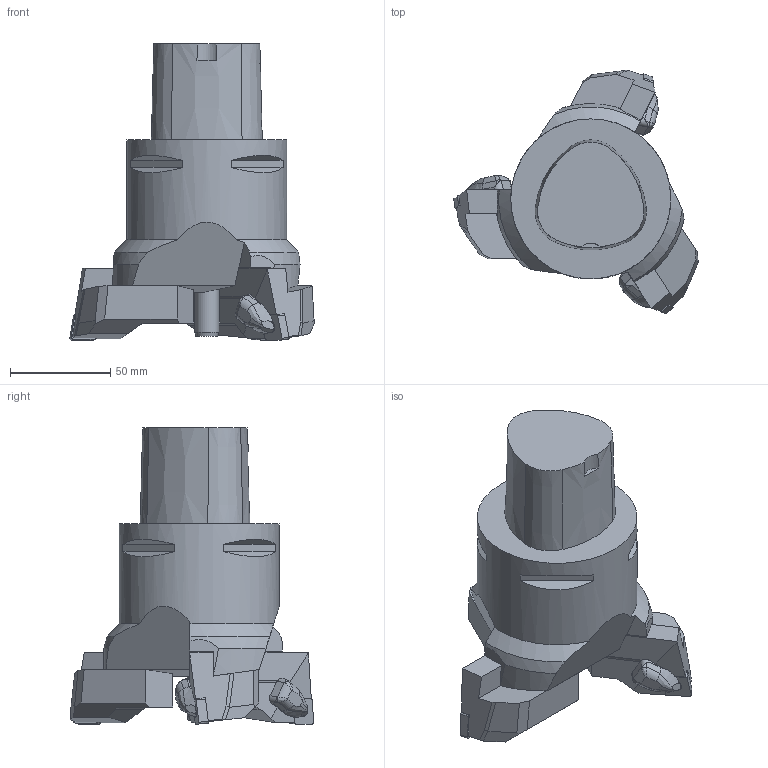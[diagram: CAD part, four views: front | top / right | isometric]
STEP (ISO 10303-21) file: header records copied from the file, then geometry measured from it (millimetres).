
FILE_DESCRIPTION(/* description */ (''),/* implementation_level */ '2;1');
FILE_NAME(/* name */ '1566380233138.stp',/* time_stamp */ '2019-08-21T11:37:19+02:00',/* author */ (''),/* organization */ ('SMS'),/* preprocessor_version */ 'ST-DEVELOPER v16.7',/* originating_system */ 'SIEMENS PLM Software NX 12.0',/* authorisation */ '');
FILE_SCHEMA (('AUTOMOTIVE_DESIGN { 1 0 10303 214 3 1 1 1 }'));
Length unit declared in the file: millimetre
Products named in the file (7): IsoTurningInsert; 202481052mod000_00; ASSEMBLY_CONSTRUCTION; 200956896mod000_01; 111173458mod000_01; 202506631mod000_00
Assembly tree (8 placements, depth 3):
  202506631mod000_00
    200956896mod000_01
    111173458mod000_01  x3
      ASSEMBLY_CONSTRUCTION
      202481052mod000_00
      IsoTurningInsert
    ASSEMBLY_CONSTRUCTION
Bounding box: 122.19 x 121.66 x 148 mm (x, y, z)
Volume: 593783.5 mm3; surface area: 68561 mm2
Topology: 7 solids, 7 shells, 249 faces, 692 edges, 488 vertices
Faces by surface type: plane 161, cylinder 48, bspline 27, cone 13
Full cylindrical faces by diameter (mm): 5.156 x6, 12.012 x1, 80 x1
Entity records: 4455 total; most frequent: CARTESIAN_POINT 1224, ORIENTED_EDGE 628, DIRECTION 602, EDGE_CURVE 314, AXIS2_PLACEMENT_3D 214, VERTEX_POINT 211, LINE 174, VECTOR 174
